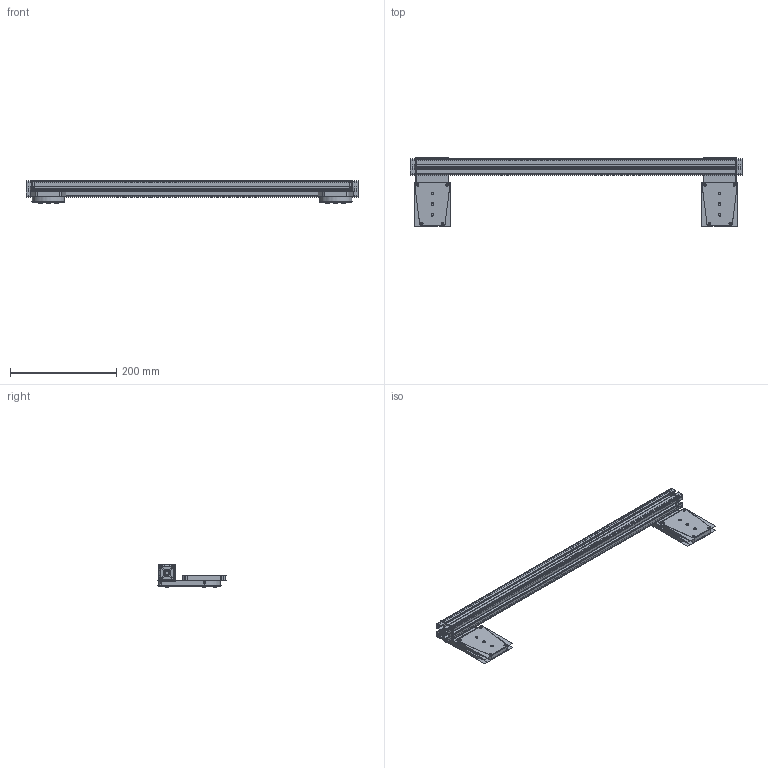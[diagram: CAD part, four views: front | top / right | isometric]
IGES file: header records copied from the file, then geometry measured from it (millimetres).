
Start section:  PTC IGES file: 152121.igs
Global section: file name: 152121.igs; native system: Creo Parametric by PTC Inc.; preprocessor: 2016260; author: PDMAdmin; organization: Unknown; date: 20170626.095353; units: millimetre
Bounding box: 624 x 128.9 x 43.04 mm (x, y, z)
Volume: 409667.8 mm3; surface area: 1257516.9 mm2
Topology: 25 solids, 33 shells, 1236 faces, 6964 edges, 9192 vertices
Faces by surface type: revolution 624, bspline 612
